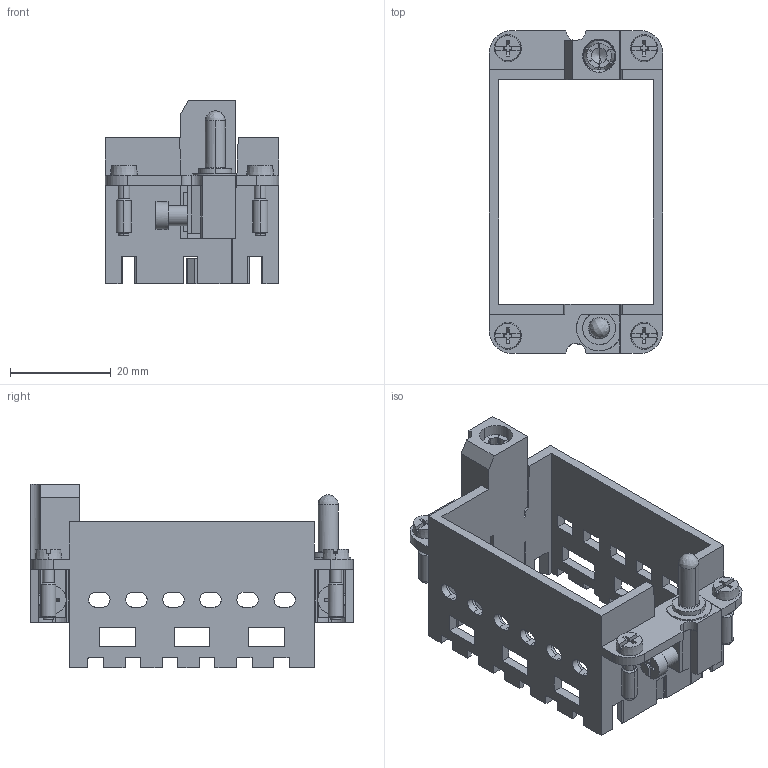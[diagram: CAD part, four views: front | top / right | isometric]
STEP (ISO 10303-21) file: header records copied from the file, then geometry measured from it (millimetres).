
FILE_DESCRIPTION(('CATIA V5 STEP Exchange','CAx-IF Rec.Pracs.--- Model Styling and Organization---1.4--- 2014-01-23'),'2;1');
FILE_NAME ('13139678_2', '2019-08-21T07:30:24+00:00', ('none'), ('Weidmueller'), 'CATIA Version 5-6 Release 2016 SP3 HF44', 'CATIA V5 STEP AP214', 'none');
FILE_SCHEMA(('AUTOMOTIVE_DESIGN { 1 0 10303 214 1 1 1 1 }'));
Length unit declared in the file: millimetre
Products named in the file (1): 1428960000
Bounding box: 34.4 x 64 x 36.4 mm (x, y, z)
Volume: 11286.2 mm3; surface area: 14527.9 mm2
Topology: 1 solids, 2 shells, 749 faces, 2146 edges, 1407 vertices
Faces by surface type: plane 506, cylinder 149, cone 72, bspline 22
Entity records: 25662 total; most frequent: CARTESIAN_POINT 6613, ORIENTED_EDGE 4276, DIRECTION 3326, EDGE_CURVE 2138, VECTOR 1600, LINE 1600, VERTEX_POINT 1407, AXIS2_PLACEMENT_3D 1017
